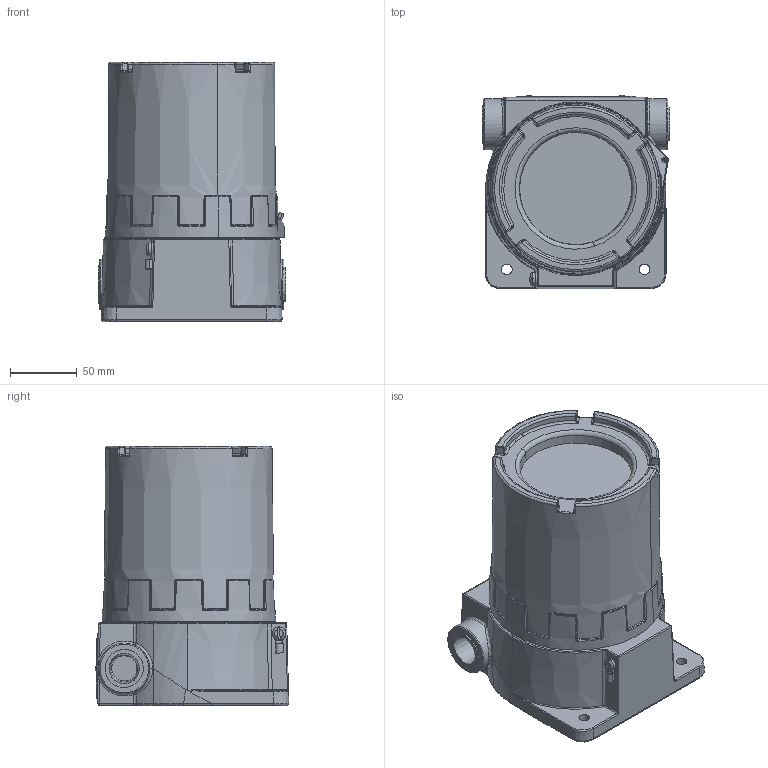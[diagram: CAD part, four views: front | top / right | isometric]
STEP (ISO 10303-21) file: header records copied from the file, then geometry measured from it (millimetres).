
FILE_DESCRIPTION (( 'STEP AP203' ), '1' );
FILE_NAME ('C2-BN.STEP', '2022-11-01T15:50:48', ( '' ), ( '' ), 'SwSTEP 2.0', 'SolidWorks 2021', '' );
FILE_SCHEMA (( 'CONFIG_CONTROL_DESIGN' ));
Length unit declared in the file: inch
Products named in the file (5): C2-BN; 200346; 4638K515_4638K515; 92196A535_92196A535; 201109
Assembly tree (5 placements, depth 2):
  C2-BN
    201109
    200346
    92196A535_92196A535  x2
    4638K515_4638K515
Bounding box: 140.18 x 145.02 x 194.12 mm (x, y, z)
Volume: 1082814.1 mm3; surface area: 295888.4 mm2
Topology: 20 solids, 20 shells, 1526 faces, 3695 edges, 2187 vertices
Faces by surface type: plane 478, bspline 451, cylinder 252, cone 212, torus 118, sphere 15
Full cylindrical faces by diameter (mm): 1.702 x2, 3.68 x2, 5.105 x2, 6.35 x2, 7.938 x2, 10.16 x2, 23.012 x1, 26.975 x2, 38.1 x2, 114.104 x1
Entity records: 60873 total; most frequent: CARTESIAN_POINT 33154, ORIENTED_EDGE 6226, DIRECTION 4888, EDGE_CURVE 3113, AXIS2_PLACEMENT_3D 2050, VERTEX_POINT 1896, EDGE_LOOP 1433, FACE_OUTER_BOUND 1347
